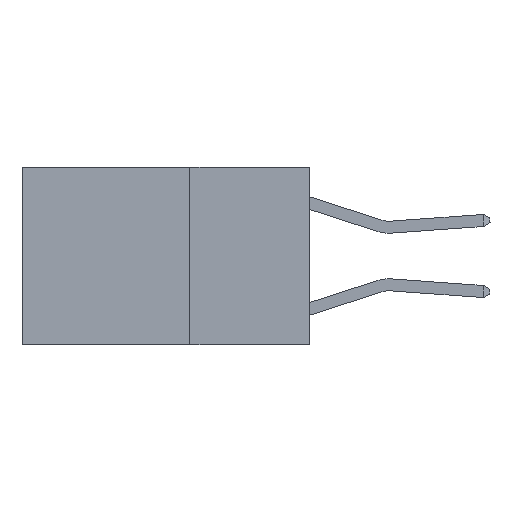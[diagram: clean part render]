
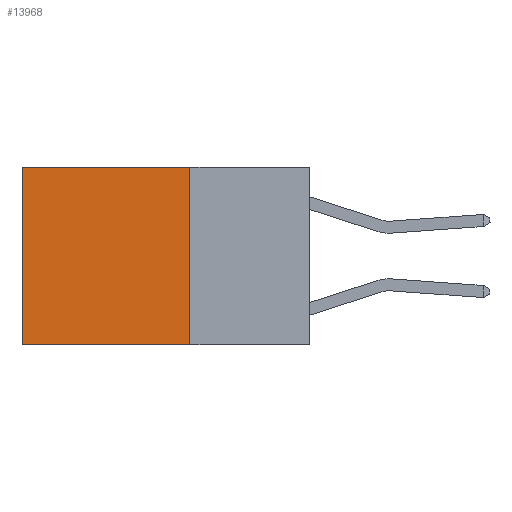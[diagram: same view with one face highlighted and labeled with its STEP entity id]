
A CAD part, left-side view. The second image highlights one B-rep face of the part: STEP entity #13968.
In plain terms, the highlighted planar face has unit normal (-1, 0, 0).
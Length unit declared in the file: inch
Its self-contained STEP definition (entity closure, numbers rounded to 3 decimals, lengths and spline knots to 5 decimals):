
#75 = CARTESIAN_POINT ( 'NONE',  ( 0.2625, 0.6, -0.37 ) ) ;
#1496 = VECTOR ( 'NONE', #15511, 39.37008 ) ;
#2891 = EDGE_CURVE ( 'NONE', #12073, #15982, #15196, .T. ) ;
#3208 = ORIENTED_EDGE ( 'NONE', *, *, #11656, .T. ) ;
#3263 = LINE ( 'NONE', #12522, #6733 ) ;
#3426 = DIRECTION ( 'NONE',  ( 0., 0., -1. ) ) ;
#3678 = EDGE_LOOP ( 'NONE', ( #3208, #4488, #12351, #13929 ) ) ;
#3746 = FACE_OUTER_BOUND ( 'NONE', #3678, .T. ) ;
#3938 = CARTESIAN_POINT ( 'NONE',  ( 0.2625, 0.6, 0. ) ) ;
#3952 = EDGE_CURVE ( 'NONE', #15982, #10508, #3263, .T. ) ;
#3960 = CARTESIAN_POINT ( 'NONE',  ( 0.2625, 0.25, 0. ) ) ;
#4488 = ORIENTED_EDGE ( 'NONE', *, *, #3952, .F. ) ;
#6495 = DIRECTION ( 'NONE',  ( 1., 0., 0. ) ) ;
#6733 = VECTOR ( 'NONE', #9964, 39.37008 ) ;
#7594 = VECTOR ( 'NONE', #15549, 39.37008 ) ;
#8036 = CARTESIAN_POINT ( 'NONE',  ( 0.2625, 0.25, 0. ) ) ;
#9192 = VERTEX_POINT ( 'NONE', #3938 ) ;
#9964 = DIRECTION ( 'NONE',  ( 0., 1., 0. ) ) ;
#10199 = AXIS2_PLACEMENT_3D ( 'NONE', #12884, #6495, #15455 ) ;
#10508 = VERTEX_POINT ( 'NONE', #75 ) ;
#10568 = CARTESIAN_POINT ( 'NONE',  ( 0.2625, 0.25, -0.37 ) ) ;
#10972 = LINE ( 'NONE', #3960, #7594 ) ;
#11656 = EDGE_CURVE ( 'NONE', #9192, #10508, #14829, .T. ) ;
#12073 = VERTEX_POINT ( 'NONE', #8036 ) ;
#12351 = ORIENTED_EDGE ( 'NONE', *, *, #2891, .F. ) ;
#12522 = CARTESIAN_POINT ( 'NONE',  ( 0.2625, 0.25, -0.37 ) ) ;
#12652 = EDGE_CURVE ( 'NONE', #12073, #9192, #10972, .T. ) ;
#12884 = CARTESIAN_POINT ( 'NONE',  ( 0.2625, 0.25, 0. ) ) ;
#13929 = ORIENTED_EDGE ( 'NONE', *, *, #12652, .T. ) ;
#13968 = ADVANCED_FACE ( 'NONE', ( #3746 ), #14174, .F. ) ;
#14174 = PLANE ( 'NONE',  #10199 ) ;
#14229 = CARTESIAN_POINT ( 'NONE',  ( 0.2625, 0.25, 0. ) ) ;
#14423 = VECTOR ( 'NONE', #3426, 39.37008 ) ;
#14829 = LINE ( 'NONE', #14981, #14423 ) ;
#14981 = CARTESIAN_POINT ( 'NONE',  ( 0.2625, 0.6, 0. ) ) ;
#15196 = LINE ( 'NONE', #14229, #1496 ) ;
#15455 = DIRECTION ( 'NONE',  ( 0., 0., -1. ) ) ;
#15511 = DIRECTION ( 'NONE',  ( 0., 0., -1. ) ) ;
#15549 = DIRECTION ( 'NONE',  ( 0., 1., 0. ) ) ;
#15982 = VERTEX_POINT ( 'NONE', #10568 ) ;
